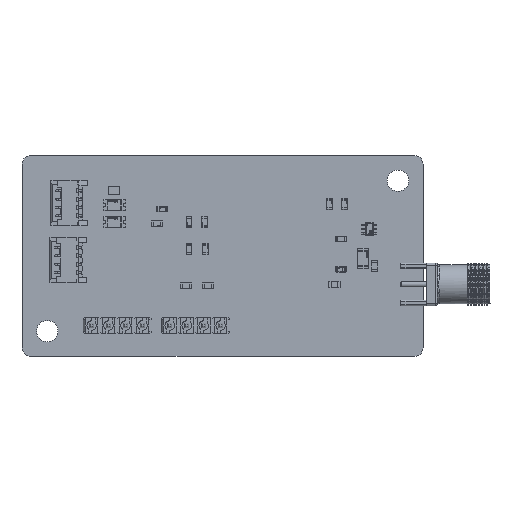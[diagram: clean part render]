
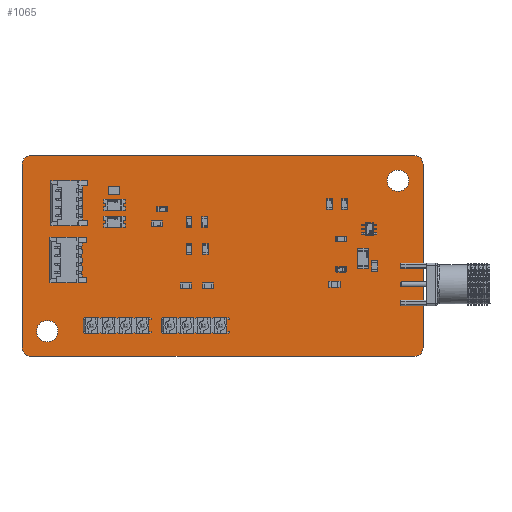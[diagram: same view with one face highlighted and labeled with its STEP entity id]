
A CAD part, top view. The second image highlights one B-rep face of the part: STEP entity #1065.
In plain terms, the highlighted planar face has unit normal (0, 0, 1).
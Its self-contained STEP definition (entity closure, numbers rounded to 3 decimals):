
#152 = VERTEX_POINT('',#153);
#153 = CARTESIAN_POINT('',(94.25,34.27,1.595));
#159 = EDGE_CURVE('',#152,#160,#162,.T.);
#160 = VERTEX_POINT('',#161);
#161 = CARTESIAN_POINT('',(95.52,33.,1.595));
#162 = CIRCLE('',#163,1.27);
#163 = AXIS2_PLACEMENT_3D('',#164,#165,#166);
#164 = CARTESIAN_POINT('',(95.52,34.27,1.595));
#165 = DIRECTION('',(0.,0.,1.));
#166 = DIRECTION('',(-1.,0.,0.));
#192 = EDGE_CURVE('',#160,#193,#195,.T.);
#193 = VERTEX_POINT('',#194);
#194 = CARTESIAN_POINT('',(152.98,33.,1.595));
#195 = LINE('',#196,#197);
#196 = CARTESIAN_POINT('',(95.52,33.,1.595));
#197 = VECTOR('',#198,1.);
#198 = DIRECTION('',(1.,0.,0.));
#223 = EDGE_CURVE('',#193,#224,#226,.T.);
#224 = VERTEX_POINT('',#225);
#225 = CARTESIAN_POINT('',(154.25,34.27,1.595));
#226 = CIRCLE('',#227,1.27);
#227 = AXIS2_PLACEMENT_3D('',#228,#229,#230);
#228 = CARTESIAN_POINT('',(152.98,34.27,1.595));
#229 = DIRECTION('',(0.,0.,1.));
#230 = DIRECTION('',(0.,-1.,0.));
#256 = EDGE_CURVE('',#224,#257,#259,.T.);
#257 = VERTEX_POINT('',#258);
#258 = CARTESIAN_POINT('',(154.25,61.722,1.595));
#259 = LINE('',#260,#261);
#260 = CARTESIAN_POINT('',(154.25,34.27,1.595));
#261 = VECTOR('',#262,1.);
#262 = DIRECTION('',(0.,1.,0.));
#287 = EDGE_CURVE('',#257,#288,#290,.T.);
#288 = VERTEX_POINT('',#289);
#289 = CARTESIAN_POINT('',(152.98,62.992,1.595));
#290 = CIRCLE('',#291,1.27);
#291 = AXIS2_PLACEMENT_3D('',#292,#293,#294);
#292 = CARTESIAN_POINT('',(152.98,61.722,1.595));
#293 = DIRECTION('',(0.,0.,1.));
#294 = DIRECTION('',(1.,0.,-0.));
#320 = EDGE_CURVE('',#288,#321,#323,.T.);
#321 = VERTEX_POINT('',#322);
#322 = CARTESIAN_POINT('',(95.5,62.992,1.595));
#323 = LINE('',#324,#325);
#324 = CARTESIAN_POINT('',(152.98,62.992,1.595));
#325 = VECTOR('',#326,1.);
#326 = DIRECTION('',(-1.,0.,0.));
#351 = EDGE_CURVE('',#321,#352,#354,.T.);
#352 = VERTEX_POINT('',#353);
#353 = CARTESIAN_POINT('',(94.23,61.722,1.595));
#354 = CIRCLE('',#355,1.27);
#355 = AXIS2_PLACEMENT_3D('',#356,#357,#358);
#356 = CARTESIAN_POINT('',(95.5,61.722,1.595));
#357 = DIRECTION('',(0.,0.,1.));
#358 = DIRECTION('',(0.,1.,0.));
#384 = EDGE_CURVE('',#352,#152,#385,.T.);
#385 = LINE('',#386,#387);
#386 = CARTESIAN_POINT('',(94.23,61.722,1.595));
#387 = VECTOR('',#388,1.);
#388 = DIRECTION('',(0.001,-1.,0.));
#408 = VERTEX_POINT('',#409);
#409 = CARTESIAN_POINT('',(99.6,36.75,1.595));
#415 = EDGE_CURVE('',#408,#408,#416,.T.);
#416 = CIRCLE('',#417,1.6);
#417 = AXIS2_PLACEMENT_3D('',#418,#419,#420);
#418 = CARTESIAN_POINT('',(98.,36.75,1.595));
#419 = DIRECTION('',(0.,0.,1.));
#420 = DIRECTION('',(1.,0.,-0.));
#441 = VERTEX_POINT('',#442);
#442 = CARTESIAN_POINT('',(103.145,45.506,1.595));
#448 = EDGE_CURVE('',#441,#441,#449,.T.);
#449 = CIRCLE('',#450,0.275);
#450 = AXIS2_PLACEMENT_3D('',#451,#452,#453);
#451 = CARTESIAN_POINT('',(102.87,45.506,1.595));
#452 = DIRECTION('',(0.,0.,1.));
#453 = DIRECTION('',(1.,0.,-0.));
#474 = VERTEX_POINT('',#475);
#475 = CARTESIAN_POINT('',(103.145,46.756,1.595));
#481 = EDGE_CURVE('',#474,#474,#482,.T.);
#482 = CIRCLE('',#483,0.275);
#483 = AXIS2_PLACEMENT_3D('',#484,#485,#486);
#484 = CARTESIAN_POINT('',(102.87,46.756,1.595));
#485 = DIRECTION('',(0.,0.,1.));
#486 = DIRECTION('',(1.,0.,-0.));
#507 = VERTEX_POINT('',#508);
#508 = CARTESIAN_POINT('',(103.145,48.006,1.595));
#514 = EDGE_CURVE('',#507,#507,#515,.T.);
#515 = CIRCLE('',#516,0.275);
#516 = AXIS2_PLACEMENT_3D('',#517,#518,#519);
#517 = CARTESIAN_POINT('',(102.87,48.006,1.595));
#518 = DIRECTION('',(0.,0.,1.));
#519 = DIRECTION('',(1.,0.,-0.));
#540 = VERTEX_POINT('',#541);
#541 = CARTESIAN_POINT('',(103.145,49.256,1.595));
#547 = EDGE_CURVE('',#540,#540,#548,.T.);
#548 = CIRCLE('',#549,0.275);
#549 = AXIS2_PLACEMENT_3D('',#550,#551,#552);
#550 = CARTESIAN_POINT('',(102.87,49.256,1.595));
#551 = DIRECTION('',(0.,0.,1.));
#552 = DIRECTION('',(1.,0.,-0.));
#573 = VERTEX_POINT('',#574);
#574 = CARTESIAN_POINT('',(103.275,54.,1.595));
#580 = EDGE_CURVE('',#573,#573,#581,.T.);
#581 = CIRCLE('',#582,0.275);
#582 = AXIS2_PLACEMENT_3D('',#583,#584,#585);
#583 = CARTESIAN_POINT('',(103.,54.,1.595));
#584 = DIRECTION('',(0.,0.,1.));
#585 = DIRECTION('',(1.,0.,-0.));
#606 = VERTEX_POINT('',#607);
#607 = CARTESIAN_POINT('',(103.275,55.25,1.595));
#613 = EDGE_CURVE('',#606,#606,#614,.T.);
#614 = CIRCLE('',#615,0.275);
#615 = AXIS2_PLACEMENT_3D('',#616,#617,#618);
#616 = CARTESIAN_POINT('',(103.,55.25,1.595));
#617 = DIRECTION('',(0.,0.,1.));
#618 = DIRECTION('',(1.,0.,-0.));
#639 = VERTEX_POINT('',#640);
#640 = CARTESIAN_POINT('',(103.275,57.75,1.595));
#646 = EDGE_CURVE('',#639,#639,#647,.T.);
#647 = CIRCLE('',#648,0.275);
#648 = AXIS2_PLACEMENT_3D('',#649,#650,#651);
#649 = CARTESIAN_POINT('',(103.,57.75,1.595));
#650 = DIRECTION('',(0.,0.,1.));
#651 = DIRECTION('',(1.,0.,-0.));
#672 = VERTEX_POINT('',#673);
#673 = CARTESIAN_POINT('',(103.275,56.5,1.595));
#679 = EDGE_CURVE('',#672,#672,#680,.T.);
#680 = CIRCLE('',#681,0.275);
#681 = AXIS2_PLACEMENT_3D('',#682,#683,#684);
#682 = CARTESIAN_POINT('',(103.,56.5,1.595));
#683 = DIRECTION('',(0.,0.,1.));
#684 = DIRECTION('',(1.,0.,-0.));
#705 = VERTEX_POINT('',#706);
#706 = CARTESIAN_POINT('',(107.763,37.592,1.595));
#712 = EDGE_CURVE('',#705,#705,#713,.T.);
#713 = CIRCLE('',#714,0.575);
#714 = AXIS2_PLACEMENT_3D('',#715,#716,#717);
#715 = CARTESIAN_POINT('',(107.188,37.592,1.595));
#716 = DIRECTION('',(0.,0.,1.));
#717 = DIRECTION('',(1.,0.,-0.));
#738 = VERTEX_POINT('',#739);
#739 = CARTESIAN_POINT('',(105.223,37.592,1.595));
#745 = EDGE_CURVE('',#738,#738,#746,.T.);
#746 = CIRCLE('',#747,0.575);
#747 = AXIS2_PLACEMENT_3D('',#748,#749,#750);
#748 = CARTESIAN_POINT('',(104.648,37.592,1.595));
#749 = DIRECTION('',(0.,0.,1.));
#750 = DIRECTION('',(1.,0.,-0.));
#771 = VERTEX_POINT('',#772);
#772 = CARTESIAN_POINT('',(112.843,37.592,1.595));
#778 = EDGE_CURVE('',#771,#771,#779,.T.);
#779 = CIRCLE('',#780,0.575);
#780 = AXIS2_PLACEMENT_3D('',#781,#782,#783);
#781 = CARTESIAN_POINT('',(112.268,37.592,1.595));
#782 = DIRECTION('',(0.,0.,1.));
#783 = DIRECTION('',(1.,0.,-0.));
#804 = VERTEX_POINT('',#805);
#805 = CARTESIAN_POINT('',(110.303,37.592,1.595));
#811 = EDGE_CURVE('',#804,#804,#812,.T.);
#812 = CIRCLE('',#813,0.575);
#813 = AXIS2_PLACEMENT_3D('',#814,#815,#816);
#814 = CARTESIAN_POINT('',(109.728,37.592,1.595));
#815 = DIRECTION('',(0.,0.,1.));
#816 = DIRECTION('',(1.,0.,-0.));
#837 = VERTEX_POINT('',#838);
#838 = CARTESIAN_POINT('',(119.447,37.592,1.595));
#844 = EDGE_CURVE('',#837,#837,#845,.T.);
#845 = CIRCLE('',#846,0.575);
#846 = AXIS2_PLACEMENT_3D('',#847,#848,#849);
#847 = CARTESIAN_POINT('',(118.872,37.592,1.595));
#848 = DIRECTION('',(0.,0.,1.));
#849 = DIRECTION('',(1.,0.,-0.));
#870 = VERTEX_POINT('',#871);
#871 = CARTESIAN_POINT('',(116.907,37.592,1.595));
#877 = EDGE_CURVE('',#870,#870,#878,.T.);
#878 = CIRCLE('',#879,0.575);
#879 = AXIS2_PLACEMENT_3D('',#880,#881,#882);
#880 = CARTESIAN_POINT('',(116.332,37.592,1.595));
#881 = DIRECTION('',(0.,0.,1.));
#882 = DIRECTION('',(1.,0.,-0.));
#903 = VERTEX_POINT('',#904);
#904 = CARTESIAN_POINT('',(121.987,37.592,1.595));
#910 = EDGE_CURVE('',#903,#903,#911,.T.);
#911 = CIRCLE('',#912,0.575);
#912 = AXIS2_PLACEMENT_3D('',#913,#914,#915);
#913 = CARTESIAN_POINT('',(121.412,37.592,1.595));
#914 = DIRECTION('',(0.,0.,1.));
#915 = DIRECTION('',(1.,0.,-0.));
#936 = VERTEX_POINT('',#937);
#937 = CARTESIAN_POINT('',(124.527,37.592,1.595));
#943 = EDGE_CURVE('',#936,#936,#944,.T.);
#944 = CIRCLE('',#945,0.575);
#945 = AXIS2_PLACEMENT_3D('',#946,#947,#948);
#946 = CARTESIAN_POINT('',(123.952,37.592,1.595));
#947 = DIRECTION('',(0.,0.,1.));
#948 = DIRECTION('',(1.,0.,-0.));
#969 = VERTEX_POINT('',#970);
#970 = CARTESIAN_POINT('',(152.1,59.25,1.595));
#976 = EDGE_CURVE('',#969,#969,#977,.T.);
#977 = CIRCLE('',#978,1.6);
#978 = AXIS2_PLACEMENT_3D('',#979,#980,#981);
#979 = CARTESIAN_POINT('',(150.5,59.25,1.595));
#980 = DIRECTION('',(0.,0.,1.));
#981 = DIRECTION('',(1.,0.,-0.));
#1065 = ADVANCED_FACE('',(#1066,#1076,#1079,#1082,#1085,#1088,#1091,
    #1094,#1097,#1100,#1103,#1106,#1109,#1112,#1115,#1118,#1121,#1124,
    #1127),#1130,.T.);
#1066 = FACE_BOUND('',#1067,.T.);
#1067 = EDGE_LOOP('',(#1068,#1069,#1070,#1071,#1072,#1073,#1074,#1075));
#1068 = ORIENTED_EDGE('',*,*,#159,.T.);
#1069 = ORIENTED_EDGE('',*,*,#192,.T.);
#1070 = ORIENTED_EDGE('',*,*,#223,.T.);
#1071 = ORIENTED_EDGE('',*,*,#256,.T.);
#1072 = ORIENTED_EDGE('',*,*,#287,.T.);
#1073 = ORIENTED_EDGE('',*,*,#320,.T.);
#1074 = ORIENTED_EDGE('',*,*,#351,.T.);
#1075 = ORIENTED_EDGE('',*,*,#384,.T.);
#1076 = FACE_BOUND('',#1077,.T.);
#1077 = EDGE_LOOP('',(#1078));
#1078 = ORIENTED_EDGE('',*,*,#415,.F.);
#1079 = FACE_BOUND('',#1080,.T.);
#1080 = EDGE_LOOP('',(#1081));
#1081 = ORIENTED_EDGE('',*,*,#448,.F.);
#1082 = FACE_BOUND('',#1083,.T.);
#1083 = EDGE_LOOP('',(#1084));
#1084 = ORIENTED_EDGE('',*,*,#481,.F.);
#1085 = FACE_BOUND('',#1086,.T.);
#1086 = EDGE_LOOP('',(#1087));
#1087 = ORIENTED_EDGE('',*,*,#514,.F.);
#1088 = FACE_BOUND('',#1089,.T.);
#1089 = EDGE_LOOP('',(#1090));
#1090 = ORIENTED_EDGE('',*,*,#547,.F.);
#1091 = FACE_BOUND('',#1092,.T.);
#1092 = EDGE_LOOP('',(#1093));
#1093 = ORIENTED_EDGE('',*,*,#580,.F.);
#1094 = FACE_BOUND('',#1095,.T.);
#1095 = EDGE_LOOP('',(#1096));
#1096 = ORIENTED_EDGE('',*,*,#613,.F.);
#1097 = FACE_BOUND('',#1098,.T.);
#1098 = EDGE_LOOP('',(#1099));
#1099 = ORIENTED_EDGE('',*,*,#646,.F.);
#1100 = FACE_BOUND('',#1101,.T.);
#1101 = EDGE_LOOP('',(#1102));
#1102 = ORIENTED_EDGE('',*,*,#679,.F.);
#1103 = FACE_BOUND('',#1104,.T.);
#1104 = EDGE_LOOP('',(#1105));
#1105 = ORIENTED_EDGE('',*,*,#712,.F.);
#1106 = FACE_BOUND('',#1107,.T.);
#1107 = EDGE_LOOP('',(#1108));
#1108 = ORIENTED_EDGE('',*,*,#745,.F.);
#1109 = FACE_BOUND('',#1110,.T.);
#1110 = EDGE_LOOP('',(#1111));
#1111 = ORIENTED_EDGE('',*,*,#778,.F.);
#1112 = FACE_BOUND('',#1113,.T.);
#1113 = EDGE_LOOP('',(#1114));
#1114 = ORIENTED_EDGE('',*,*,#811,.F.);
#1115 = FACE_BOUND('',#1116,.T.);
#1116 = EDGE_LOOP('',(#1117));
#1117 = ORIENTED_EDGE('',*,*,#844,.F.);
#1118 = FACE_BOUND('',#1119,.T.);
#1119 = EDGE_LOOP('',(#1120));
#1120 = ORIENTED_EDGE('',*,*,#877,.F.);
#1121 = FACE_BOUND('',#1122,.T.);
#1122 = EDGE_LOOP('',(#1123));
#1123 = ORIENTED_EDGE('',*,*,#910,.F.);
#1124 = FACE_BOUND('',#1125,.T.);
#1125 = EDGE_LOOP('',(#1126));
#1126 = ORIENTED_EDGE('',*,*,#943,.F.);
#1127 = FACE_BOUND('',#1128,.T.);
#1128 = EDGE_LOOP('',(#1129));
#1129 = ORIENTED_EDGE('',*,*,#976,.F.);
#1130 = PLANE('',#1131);
#1131 = AXIS2_PLACEMENT_3D('',#1132,#1133,#1134);
#1132 = CARTESIAN_POINT('',(124.245,47.998,1.595));
#1133 = DIRECTION('',(0.,0.,1.));
#1134 = DIRECTION('',(1.,0.,-0.));
